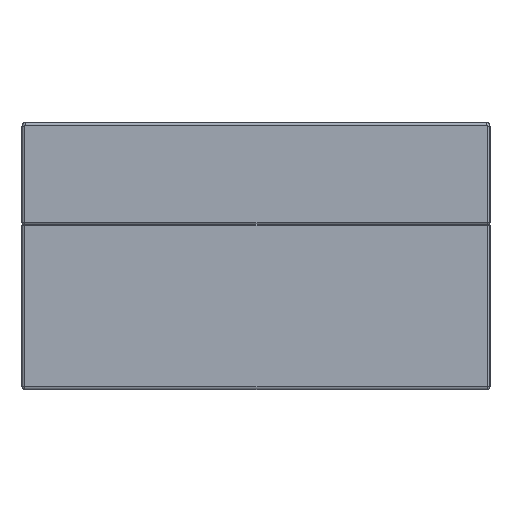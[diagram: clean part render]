
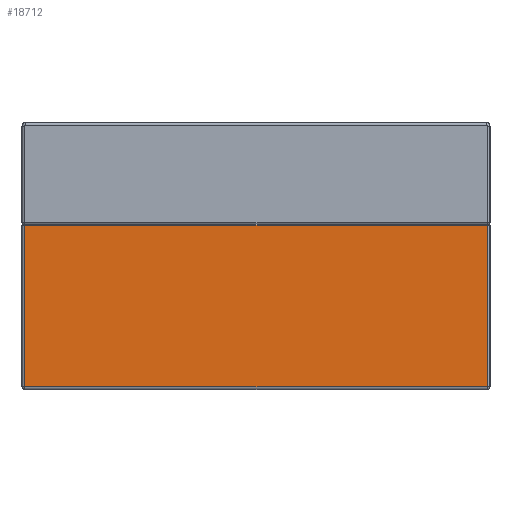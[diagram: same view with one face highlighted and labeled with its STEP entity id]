
A CAD part, left-side view. The second image highlights one B-rep face of the part: STEP entity #18712.
In plain terms, the highlighted planar face has unit normal (-1, 0, 0).
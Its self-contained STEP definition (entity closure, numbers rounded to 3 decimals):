
#3359=FACE_OUTER_BOUND('',#4581,.T.);
#4581=EDGE_LOOP('',(#16747,#16748,#16749,#16750));
#5938=LINE('',#33396,#7319);
#5940=LINE('',#33399,#7321);
#5945=LINE('',#33408,#7326);
#5947=LINE('',#33411,#7328);
#7319=VECTOR('',#26748,10.);
#7321=VECTOR('',#26752,10.);
#7326=VECTOR('',#26765,10.);
#7328=VECTOR('',#26769,10.);
#8897=VERTEX_POINT('',#33315);
#8899=VERTEX_POINT('',#33320);
#8900=VERTEX_POINT('',#33333);
#8906=VERTEX_POINT('',#33359);
#11541=EDGE_CURVE('',#8900,#8906,#5938,.T.);
#11543=EDGE_CURVE('',#8906,#8899,#5940,.T.);
#11548=EDGE_CURVE('',#8897,#8900,#5945,.T.);
#11550=EDGE_CURVE('',#8899,#8897,#5947,.T.);
#16747=ORIENTED_EDGE('',*,*,#11541,.F.);
#16748=ORIENTED_EDGE('',*,*,#11548,.F.);
#16749=ORIENTED_EDGE('',*,*,#11550,.F.);
#16750=ORIENTED_EDGE('',*,*,#11543,.F.);
#17581=PLANE('',#21013);
#18712=ADVANCED_FACE('',(#3359),#17581,.T.);
#21013=AXIS2_PLACEMENT_3D('',#33414,#26774,#26775);
#26748=DIRECTION('',(0.,0.,-1.));
#26752=DIRECTION('',(0.,1.,0.));
#26765=DIRECTION('',(0.,-1.,0.));
#26769=DIRECTION('',(0.,0.,1.));
#26774=DIRECTION('center_axis',(-1.,0.,0.));
#26775=DIRECTION('ref_axis',(0.,-1.,0.));
#33315=CARTESIAN_POINT('',(-54.8,45.5,32.25));
#33320=CARTESIAN_POINT('',(-54.8,45.5,0.5));
#33333=CARTESIAN_POINT('',(-54.8,-45.5,32.25));
#33359=CARTESIAN_POINT('',(-54.8,-45.5,0.5));
#33396=CARTESIAN_POINT('',(-54.8,-45.5,0.));
#33399=CARTESIAN_POINT('',(-54.8,23.,0.5));
#33408=CARTESIAN_POINT('',(-54.8,23.,32.25));
#33411=CARTESIAN_POINT('',(-54.8,45.5,0.));
#33414=CARTESIAN_POINT('Origin',(-54.8,46.,0.));
